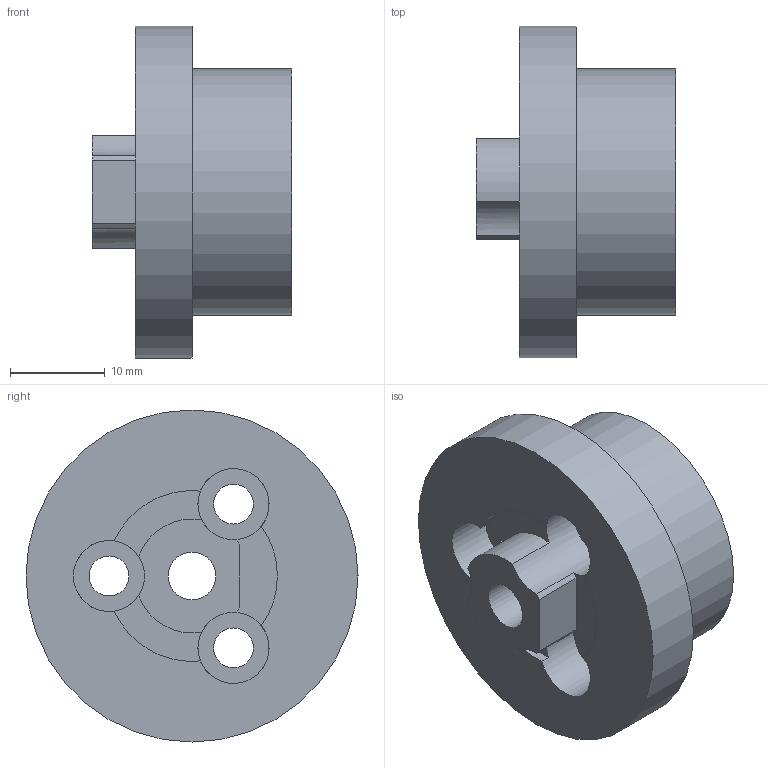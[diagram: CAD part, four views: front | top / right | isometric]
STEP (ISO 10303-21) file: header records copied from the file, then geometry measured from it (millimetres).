
FILE_DESCRIPTION(/* description */ (''),/* implementation_level */ '2;1');
FILE_NAME(/* name */ 'accouplement_v1.STEP.step',/* time_stamp */ '2023-07-16T03:15:17+02:00',/* author */ (''),/* organization */ (''),/* preprocessor_version */ 'ST-DEVELOPER v19.2',/* originating_system */ 'Autodesk Translation Framework v12.6.0.85',/* authorisation */ '');
FILE_SCHEMA (('AUTOMOTIVE_DESIGN { 1 0 10303 214 3 1 1 }'));
Length unit declared in the file: millimetre
Products named in the file (5): ZM-1_v1.3; Meca; Dec; reducteur+axe; manchon
Assembly tree (4 placements, depth 4):
  ZM-1_v1.3
    Meca
      Dec
        reducteur+axe
        manchon
Bounding box: 21 x 35 x 35 mm (x, y, z)
Volume: 10151 mm3; surface area: 4668.9 mm2
Topology: 1 solids, 1 shells, 27 faces, 69 edges, 46 vertices
Faces by surface type: cylinder 16, plane 11
Full cylindrical faces by diameter (mm): 4.2 x3, 5.035 x1, 7.5 x3, 26 x1, 35 x1
Entity records: 976 total; most frequent: DIRECTION 185, CARTESIAN_POINT 151, ORIENTED_EDGE 138, AXIS2_PLACEMENT_3D 80, EDGE_CURVE 69, VERTEX_POINT 46, CIRCLE 44, EDGE_LOOP 37
